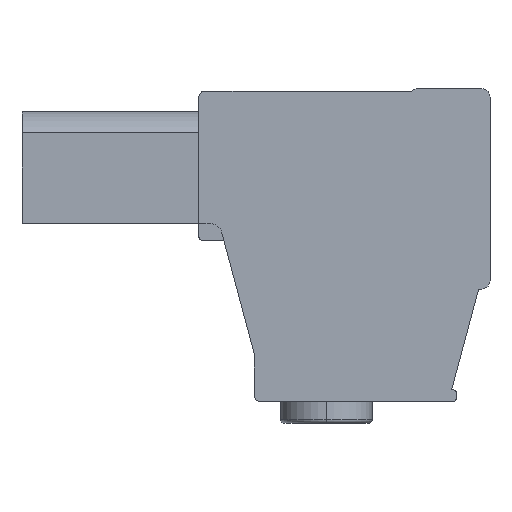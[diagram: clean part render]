
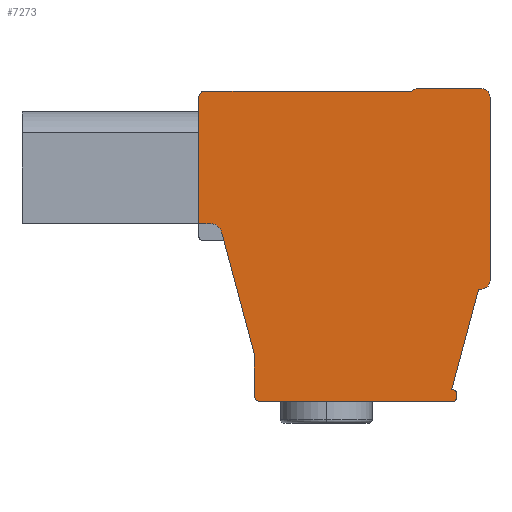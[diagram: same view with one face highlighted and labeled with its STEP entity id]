
A CAD part, front view. The second image highlights one B-rep face of the part: STEP entity #7273.
In plain terms, the highlighted planar face has unit normal (0, -1, 0).
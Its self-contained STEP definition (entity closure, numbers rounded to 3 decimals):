
#93=DIRECTION('',(0.,0.,1.));
#94=VECTOR('',#93,15.25);
#95=CARTESIAN_POINT('',(24.2,-70.96,-9.45));
#96=LINE('',#95,#94);
#217=CARTESIAN_POINT('',(23.5,-70.96,-9.45));
#218=DIRECTION('',(0.,1.,0.));
#219=DIRECTION('',(1.,0.,0.));
#220=AXIS2_PLACEMENT_3D('',#217,#218,#219);
#222=DIRECTION('',(-1.,0.,0.));
#223=VECTOR('',#222,0.25);
#224=CARTESIAN_POINT('',(23.5,-70.96,-10.15));
#225=LINE('',#224,#223);
#226=DIRECTION('',(-0.259,0.,-0.966));
#227=VECTOR('',#226,8.645);
#228=CARTESIAN_POINT('',(23.25,-70.96,-10.15));
#229=LINE('',#228,#227);
#230=DIRECTION('',(1.,0.,0.));
#231=VECTOR('',#230,0.087);
#232=CARTESIAN_POINT('',(21.013,-70.96,-18.5));
#233=LINE('',#232,#231);
#234=CARTESIAN_POINT('',(21.1,-70.96,-18.8));
#235=DIRECTION('',(0.,1.,0.));
#236=DIRECTION('',(0.,0.,1.));
#237=AXIS2_PLACEMENT_3D('',#234,#235,#236);
#239=DIRECTION('',(0.,0.,-1.));
#240=VECTOR('',#239,0.4);
#241=CARTESIAN_POINT('',(21.4,-70.96,-18.8));
#242=LINE('',#241,#240);
#243=CARTESIAN_POINT('',(21.1,-70.96,-19.2));
#244=DIRECTION('',(0.,1.,0.));
#245=DIRECTION('',(1.,0.,0.));
#246=AXIS2_PLACEMENT_3D('',#243,#244,#245);
#248=DIRECTION('',(-1.,0.,0.));
#249=VECTOR('',#248,16.);
#250=CARTESIAN_POINT('',(21.1,-70.96,-19.5));
#251=LINE('',#250,#249);
#252=CARTESIAN_POINT('',(5.1,-70.96,-19.));
#253=DIRECTION('',(0.,1.,0.));
#254=DIRECTION('',(0.,0.,-1.));
#255=AXIS2_PLACEMENT_3D('',#252,#253,#254);
#257=DIRECTION('',(0.,0.,1.));
#258=VECTOR('',#257,3.478);
#259=CARTESIAN_POINT('',(4.6,-70.96,-19.));
#260=LINE('',#259,#258);
#261=DIRECTION('',(-0.259,0.,0.966));
#262=VECTOR('',#261,10.436);
#263=CARTESIAN_POINT('',(4.6,-70.96,-15.522));
#264=LINE('',#263,#262);
#265=CARTESIAN_POINT('',(0.933,-70.96,-5.7));
#266=DIRECTION('',(0.,-1.,0.));
#267=DIRECTION('',(0.966,0.,0.259));
#268=AXIS2_PLACEMENT_3D('',#265,#266,#267);
#270=DIRECTION('',(-1.,0.,0.));
#271=VECTOR('',#270,0.933);
#272=CARTESIAN_POINT('',(0.933,-70.96,-4.7));
#273=LINE('',#272,#271);
#274=CARTESIAN_POINT('',(0.5,-70.96,5.8));
#275=DIRECTION('',(0.,1.,0.));
#276=DIRECTION('',(-1.,0.,0.));
#277=AXIS2_PLACEMENT_3D('',#274,#275,#276);
#279=DIRECTION('',(1.,0.,0.));
#280=VECTOR('',#279,17.204);
#281=CARTESIAN_POINT('',(0.5,-70.96,6.3));
#282=LINE('',#281,#280);
#283=DIRECTION('',(0.866,0.,0.5));
#284=VECTOR('',#283,0.4);
#285=CARTESIAN_POINT('',(17.704,-70.96,6.3));
#286=LINE('',#285,#284);
#287=DIRECTION('',(1.,0.,0.));
#288=VECTOR('',#287,5.45);
#289=CARTESIAN_POINT('',(18.05,-70.96,6.5));
#290=LINE('',#289,#288);
#291=CARTESIAN_POINT('',(23.5,-70.96,5.8));
#292=DIRECTION('',(0.,1.,0.));
#293=DIRECTION('',(0.,0.,1.));
#294=AXIS2_PLACEMENT_3D('',#291,#292,#293);
#585=DIRECTION('',(0.,0.,-1.));
#586=VECTOR('',#585,10.5);
#587=CARTESIAN_POINT('',(0.,-70.96,5.8));
#588=LINE('',#587,#586);
#5610=CARTESIAN_POINT('',(24.2,-70.96,-9.45));
#5611=CARTESIAN_POINT('',(23.5,-70.96,-10.15));
#5612=VERTEX_POINT('',#5610);
#5613=VERTEX_POINT('',#5611);
#5614=CARTESIAN_POINT('',(23.25,-70.96,-10.15));
#5615=VERTEX_POINT('',#5614);
#5616=CARTESIAN_POINT('',(21.013,-70.96,-18.5));
#5617=VERTEX_POINT('',#5616);
#5618=CARTESIAN_POINT('',(21.1,-70.96,-18.5));
#5619=VERTEX_POINT('',#5618);
#5620=CARTESIAN_POINT('',(21.4,-70.96,-18.8));
#5621=VERTEX_POINT('',#5620);
#5622=CARTESIAN_POINT('',(21.4,-70.96,-19.2));
#5623=VERTEX_POINT('',#5622);
#5624=CARTESIAN_POINT('',(21.1,-70.96,-19.5));
#5625=VERTEX_POINT('',#5624);
#5626=CARTESIAN_POINT('',(5.1,-70.96,-19.5));
#5627=VERTEX_POINT('',#5626);
#5628=CARTESIAN_POINT('',(4.6,-70.96,-19.));
#5629=VERTEX_POINT('',#5628);
#5630=CARTESIAN_POINT('',(4.6,-70.96,-15.522));
#5631=VERTEX_POINT('',#5630);
#5632=CARTESIAN_POINT('',(1.899,-70.96,-5.441));
#5633=VERTEX_POINT('',#5632);
#5634=CARTESIAN_POINT('',(0.933,-70.96,-4.7));
#5635=VERTEX_POINT('',#5634);
#5636=CARTESIAN_POINT('',(0.,-70.96,5.8));
#5637=CARTESIAN_POINT('',(0.5,-70.96,6.3));
#5638=VERTEX_POINT('',#5636);
#5639=VERTEX_POINT('',#5637);
#5640=CARTESIAN_POINT('',(17.704,-70.96,6.3));
#5641=VERTEX_POINT('',#5640);
#5642=CARTESIAN_POINT('',(18.05,-70.96,6.5));
#5643=VERTEX_POINT('',#5642);
#5644=CARTESIAN_POINT('',(23.5,-70.96,6.5));
#5645=VERTEX_POINT('',#5644);
#5646=CARTESIAN_POINT('',(24.2,-70.96,5.8));
#5647=VERTEX_POINT('',#5646);
#5698=CARTESIAN_POINT('',(0.,-70.96,-4.7));
#5699=VERTEX_POINT('',#5698);
#7227=CARTESIAN_POINT('',(0.,-70.96,0.));
#7228=DIRECTION('',(0.,1.,0.));
#7229=DIRECTION('',(1.,0.,0.));
#7230=AXIS2_PLACEMENT_3D('',#7227,#7228,#7229);
#7231=PLANE('',#7230);
#7232=ORIENTED_EDGE('',*,*,#7147,.F.);
#7234=ORIENTED_EDGE('',*,*,#7233,.T.);
#7236=ORIENTED_EDGE('',*,*,#7235,.T.);
#7238=ORIENTED_EDGE('',*,*,#7237,.T.);
#7240=ORIENTED_EDGE('',*,*,#7239,.T.);
#7242=ORIENTED_EDGE('',*,*,#7241,.T.);
#7244=ORIENTED_EDGE('',*,*,#7243,.T.);
#7246=ORIENTED_EDGE('',*,*,#7245,.T.);
#7248=ORIENTED_EDGE('',*,*,#7247,.T.);
#7250=ORIENTED_EDGE('',*,*,#7249,.T.);
#7252=ORIENTED_EDGE('',*,*,#7251,.T.);
#7254=ORIENTED_EDGE('',*,*,#7253,.T.);
#7256=ORIENTED_EDGE('',*,*,#7255,.T.);
#7258=ORIENTED_EDGE('',*,*,#7257,.T.);
#7260=ORIENTED_EDGE('',*,*,#7259,.F.);
#7262=ORIENTED_EDGE('',*,*,#7261,.T.);
#7264=ORIENTED_EDGE('',*,*,#7263,.T.);
#7266=ORIENTED_EDGE('',*,*,#7265,.T.);
#7268=ORIENTED_EDGE('',*,*,#7267,.T.);
#7270=ORIENTED_EDGE('',*,*,#7269,.T.);
#7271=EDGE_LOOP('',(#7232,#7234,#7236,#7238,#7240,#7242,#7244,#7246,#7248,#7250,
#7252,#7254,#7256,#7258,#7260,#7262,#7264,#7266,#7268,#7270));
#7272=FACE_OUTER_BOUND('',#7271,.F.);
#221=CIRCLE('',#220,0.7);
#238=CIRCLE('',#237,0.3);
#247=CIRCLE('',#246,0.3);
#256=CIRCLE('',#255,0.5);
#269=CIRCLE('',#268,1.);
#278=CIRCLE('',#277,0.5);
#295=CIRCLE('',#294,0.7);
#7147=EDGE_CURVE('',#5612,#5647,#96,.T.);
#7233=EDGE_CURVE('',#5612,#5613,#221,.T.);
#7235=EDGE_CURVE('',#5613,#5615,#225,.T.);
#7237=EDGE_CURVE('',#5615,#5617,#229,.T.);
#7239=EDGE_CURVE('',#5617,#5619,#233,.T.);
#7241=EDGE_CURVE('',#5619,#5621,#238,.T.);
#7243=EDGE_CURVE('',#5621,#5623,#242,.T.);
#7245=EDGE_CURVE('',#5623,#5625,#247,.T.);
#7247=EDGE_CURVE('',#5625,#5627,#251,.T.);
#7249=EDGE_CURVE('',#5627,#5629,#256,.T.);
#7251=EDGE_CURVE('',#5629,#5631,#260,.T.);
#7253=EDGE_CURVE('',#5631,#5633,#264,.T.);
#7255=EDGE_CURVE('',#5633,#5635,#269,.T.);
#7257=EDGE_CURVE('',#5635,#5699,#273,.T.);
#7259=EDGE_CURVE('',#5638,#5699,#588,.T.);
#7261=EDGE_CURVE('',#5638,#5639,#278,.T.);
#7263=EDGE_CURVE('',#5639,#5641,#282,.T.);
#7265=EDGE_CURVE('',#5641,#5643,#286,.T.);
#7267=EDGE_CURVE('',#5643,#5645,#290,.T.);
#7269=EDGE_CURVE('',#5645,#5647,#295,.T.);
#7273=ADVANCED_FACE('',(#7272),#7231,.F.);
